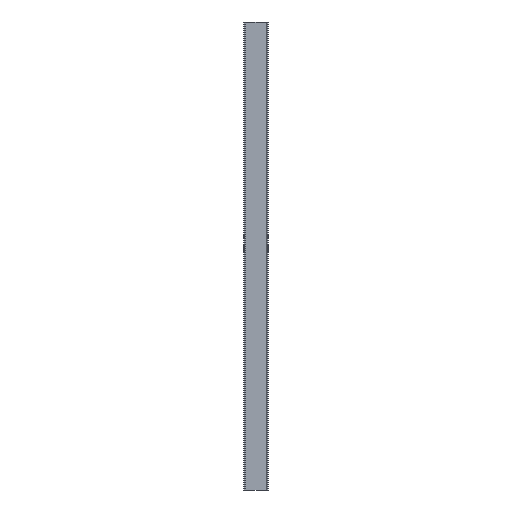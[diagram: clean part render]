
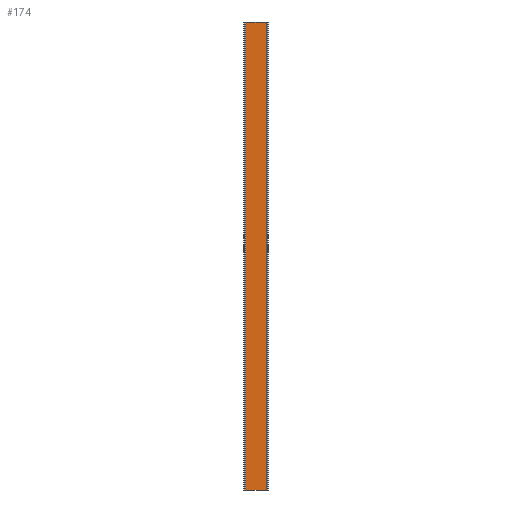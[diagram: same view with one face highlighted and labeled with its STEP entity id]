
A CAD part, left-side view. The second image highlights one B-rep face of the part: STEP entity #174.
In plain terms, the highlighted planar face has unit normal (-1, 0, 0).
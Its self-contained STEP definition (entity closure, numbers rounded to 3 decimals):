
#174=ADVANCED_FACE('',(#267),#268,.F.);
#267=FACE_OUTER_BOUND('',#409,.T.);
#268=PLANE('',#410);
#409=EDGE_LOOP('',(#721,#722,#723,#724));
#410=AXIS2_PLACEMENT_3D('',#725,#726,#727);
#721=ORIENTED_EDGE('',*,*,#1246,.T.);
#722=ORIENTED_EDGE('',*,*,#1247,.F.);
#723=ORIENTED_EDGE('',*,*,#1158,.F.);
#724=ORIENTED_EDGE('',*,*,#1245,.T.);
#725=CARTESIAN_POINT('',(-2.5,-0.225,1500.0));
#726=DIRECTION('',(1.0,0.,0.0));
#727=DIRECTION('',(0.,1.0,0.0));
#1158=EDGE_CURVE('',#1385,#1387,#1388,.T.);
#1245=EDGE_CURVE('',#1385,#1540,#1542,.T.);
#1246=EDGE_CURVE('',#1540,#1543,#1544,.T.);
#1247=EDGE_CURVE('',#1387,#1543,#1545,.T.);
#1385=VERTEX_POINT('',#1745);
#1387=VERTEX_POINT('',#1747);
#1388=LINE('',#1748,#1749);
#1540=VERTEX_POINT('',#1965);
#1542=LINE('',#1967,#1968);
#1543=VERTEX_POINT('',#1969);
#1544=LINE('',#1970,#1971);
#1545=LINE('',#1972,#1973);
#1745=CARTESIAN_POINT('',(-2.5,66.25,1500.0));
#1747=CARTESIAN_POINT('',(-2.5,-66.7,1500.0));
#1748=CARTESIAN_POINT('',(-2.5,-0.225,1500.0));
#1749=VECTOR('',#2234,1.0);
#1965=CARTESIAN_POINT('',(-2.5,66.25,-1500.0));
#1967=CARTESIAN_POINT('',(-2.5,66.25,1500.0));
#1968=VECTOR('',#2365,1.0);
#1969=CARTESIAN_POINT('',(-2.5,-66.7,-1500.0));
#1970=CARTESIAN_POINT('',(-2.5,-0.225,-1500.0));
#1971=VECTOR('',#2366,1.0);
#1972=CARTESIAN_POINT('',(-2.5,-66.7,1500.0));
#1973=VECTOR('',#2367,1.0);
#2234=DIRECTION('',(0.,-1.0,0.0));
#2365=DIRECTION('',(0.0,0.0,-1.0));
#2366=DIRECTION('',(0.,-1.0,0.0));
#2367=DIRECTION('',(0.0,0.0,-1.0));
